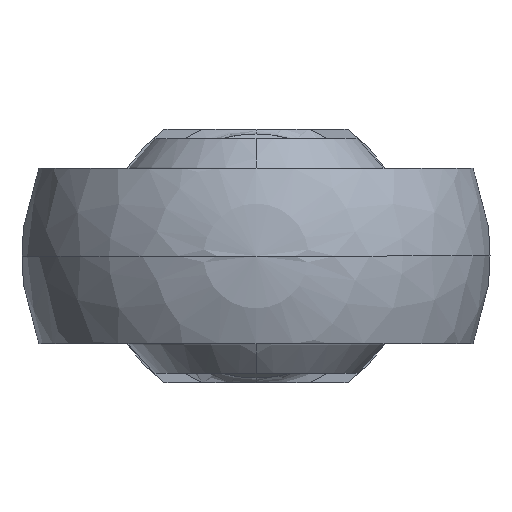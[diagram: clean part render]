
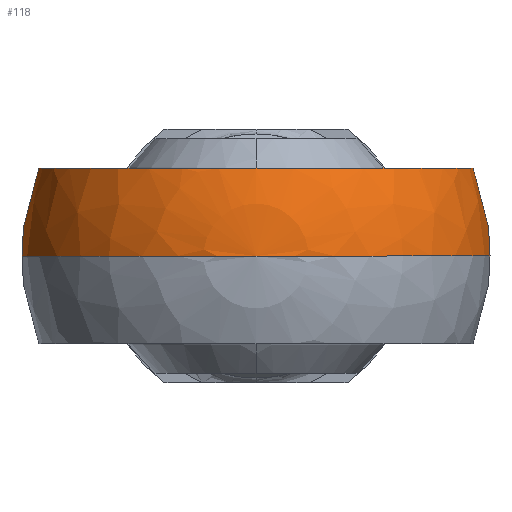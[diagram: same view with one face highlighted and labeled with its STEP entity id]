
A CAD part, left-side view. The second image highlights one B-rep face of the part: STEP entity #118.
In plain terms, the highlighted spherical face has radius 12 mm.
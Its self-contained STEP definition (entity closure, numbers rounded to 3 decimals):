
#118=ADVANCED_FACE('',(#282),#283,.T.);
#282=FACE_OUTER_BOUND('',#503,.T.);
#283=SPHERICAL_SURFACE('',#504,12.0);
#503=EDGE_LOOP('',(#785,#786,#787,#788,#789));
#504=AXIS2_PLACEMENT_3D('',#790,#791,#792);
#785=ORIENTED_EDGE('',*,*,#1309,.F.);
#786=ORIENTED_EDGE('',*,*,#1310,.F.);
#787=ORIENTED_EDGE('',*,*,#1311,.F.);
#788=ORIENTED_EDGE('',*,*,#1312,.T.);
#789=ORIENTED_EDGE('',*,*,#1313,.F.);
#790=CARTESIAN_POINT('',(0.,0.,0.0));
#791=DIRECTION('',(1.0,-0.0,-0.0));
#792=DIRECTION('',(0.0,1.0,0.0));
#1309=EDGE_CURVE('',#1570,#1571,#1572,.T.);
#1310=EDGE_CURVE('',#1573,#1570,#1574,.T.);
#1311=EDGE_CURVE('',#1575,#1573,#1576,.T.);
#1312=EDGE_CURVE('',#1575,#1577,#1578,.F.);
#1313=EDGE_CURVE('',#1571,#1577,#1579,.T.);
#1570=VERTEX_POINT('',#1940);
#1571=VERTEX_POINT('',#1941);
#1572=CIRCLE('',#1942,12.0);
#1573=VERTEX_POINT('',#1943);
#1574=CIRCLE('',#1944,12.0);
#1575=VERTEX_POINT('',#1945);
#1576=CIRCLE('',#1946,10.749);
#1577=VERTEX_POINT('',#1947);
#1578=CIRCLE('',#1948,11.124);
#1579=CIRCLE('',#1949,10.749);
#1940=CARTESIAN_POINT('',(-12.0,0.,0.0));
#1941=CARTESIAN_POINT('',(5.335,10.749,0.));
#1942=AXIS2_PLACEMENT_3D('',#2432,#2433,#2434);
#1943=CARTESIAN_POINT('',(5.335,-10.749,0.));
#1944=AXIS2_PLACEMENT_3D('',#2435,#2436,#2437);
#1945=CARTESIAN_POINT('',(5.335,-9.762,4.5));
#1946=AXIS2_PLACEMENT_3D('',#2438,#2439,#2440);
#1947=CARTESIAN_POINT('',(5.335,9.762,4.5));
#1948=AXIS2_PLACEMENT_3D('',#2441,#2442,#2443);
#1949=AXIS2_PLACEMENT_3D('',#2444,#2445,#2446);
#2432=CARTESIAN_POINT('',(0.,0.,0.0));
#2433=DIRECTION('',(-0.0,0.,-1.0));
#2434=DIRECTION('',(0.0,-1.0,0.));
#2435=CARTESIAN_POINT('',(0.,0.,0.0));
#2436=DIRECTION('',(-0.0,0.,-1.0));
#2437=DIRECTION('',(0.0,-1.0,0.));
#2438=CARTESIAN_POINT('',(5.335,0.0,0.0));
#2439=DIRECTION('',(1.0,0.0,-0.0));
#2440=DIRECTION('',(-0.0,0.0,-1.0));
#2441=CARTESIAN_POINT('',(0.,0.,4.5));
#2442=DIRECTION('',(0.0,-0.0,1.0));
#2443=DIRECTION('',(1.0,0.0,-0.0));
#2444=CARTESIAN_POINT('',(5.335,0.0,0.0));
#2445=DIRECTION('',(1.0,0.0,-0.0));
#2446=DIRECTION('',(-0.0,0.0,-1.0));
